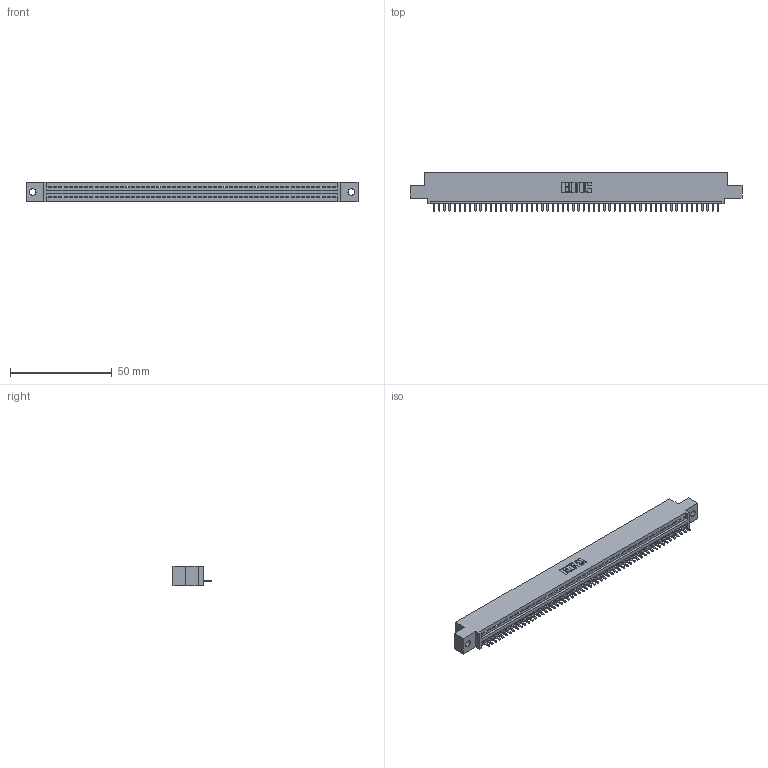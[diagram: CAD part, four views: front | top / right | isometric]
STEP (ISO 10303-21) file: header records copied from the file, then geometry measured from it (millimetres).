
FILE_DESCRIPTION (( 'STEP AP203' ), '1' );
FILE_NAME ('395-056-521-402.STEP', '2019-10-23T21:54:45', ( '' ), ( '' ), 'SwSTEP 2.0', 'SolidWorks 2016', '' );
FILE_SCHEMA (( 'CONFIG_CONTROL_DESIGN' ));
Length unit declared in the file: inch
Products named in the file (3): 345 Part_0.110 Offset - 0.128 Dia; 345-292-001_345-293-121; 395-056-521-402
Assembly tree (57 placements, depth 2):
  395-056-521-402
    345 Part_0.110 Offset - 0.128 Dia
    345-292-001_345-293-121  x56
Bounding box: 163.45 x 18.72 x 9.4 mm (x, y, z)
Volume: 15369.9 mm3; surface area: 19802.7 mm2
Topology: 57 solids, 57 shells, 3378 faces, 10209 edges, 6730 vertices
Faces by surface type: plane 2324, cylinder 1054
Entity records: 40415 total; most frequent: CARTESIAN_POINT 7008, ORIENTED_EDGE 6998, DIRECTION 6099, EDGE_CURVE 3499, VECTOR 3143, LINE 3143, VERTEX_POINT 2330, AXIS2_PLACEMENT_3D 1478
